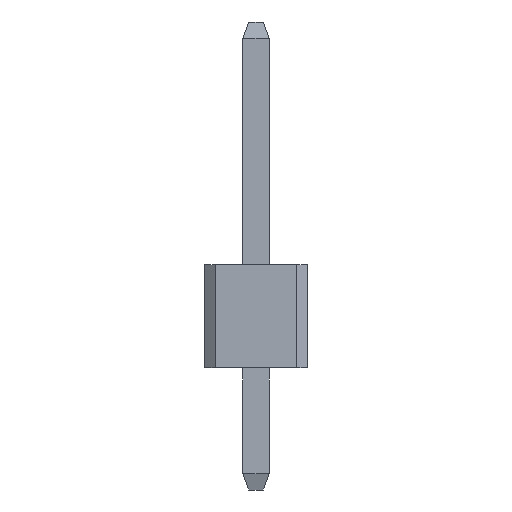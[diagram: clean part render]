
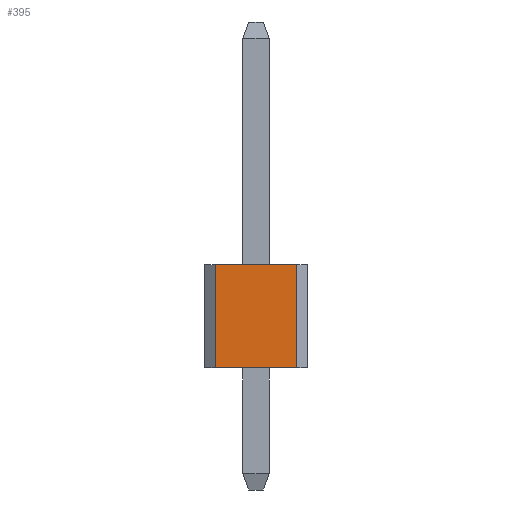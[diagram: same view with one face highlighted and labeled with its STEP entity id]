
A CAD part, front view. The second image highlights one B-rep face of the part: STEP entity #395.
In plain terms, the highlighted planar face has unit normal (0, -1, 0).
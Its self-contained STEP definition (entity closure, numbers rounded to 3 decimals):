
#55 = CARTESIAN_POINT ( 'NONE',  ( 1., -1.27, 3. ) ) ;
#85 = ORIENTED_EDGE ( 'NONE', *, *, #928, .F. ) ;
#89 = EDGE_CURVE ( 'NONE', #882, #681, #908, .T. ) ;
#125 = DIRECTION ( 'NONE',  ( 0., 0., -1. ) ) ;
#208 = CARTESIAN_POINT ( 'NONE',  ( 1., -1.27, 5.54 ) ) ;
#230 = LINE ( 'NONE', #431, #559 ) ;
#281 = AXIS2_PLACEMENT_3D ( 'NONE', #425, #850, #709 ) ;
#328 = EDGE_CURVE ( 'NONE', #681, #719, #230, .T. ) ;
#372 = VECTOR ( 'NONE', #795, 1000. ) ;
#395 = ADVANCED_FACE ( 'NONE', ( #1025 ), #954, .T. ) ;
#425 = CARTESIAN_POINT ( 'NONE',  ( -1., -1.27, 5.54 ) ) ;
#430 = CARTESIAN_POINT ( 'NONE',  ( -1., -1.27, 3. ) ) ;
#431 = CARTESIAN_POINT ( 'NONE',  ( -1., -1.27, 5.54 ) ) ;
#485 = CARTESIAN_POINT ( 'NONE',  ( 1., -1.27, 5.54 ) ) ;
#559 = VECTOR ( 'NONE', #125, 1000. ) ;
#568 = CARTESIAN_POINT ( 'NONE',  ( -1., -1.27, 3. ) ) ;
#576 = CARTESIAN_POINT ( 'NONE',  ( -1., -1.27, 5.54 ) ) ;
#681 = VERTEX_POINT ( 'NONE', #1040 ) ;
#709 = DIRECTION ( 'NONE',  ( 0., 0., -1. ) ) ;
#719 = VERTEX_POINT ( 'NONE', #430 ) ;
#795 = DIRECTION ( 'NONE',  ( -1., 0., 0. ) ) ;
#850 = DIRECTION ( 'NONE',  ( 0., -1., 0. ) ) ;
#878 = VECTOR ( 'NONE', #1154, 1000. ) ;
#882 = VERTEX_POINT ( 'NONE', #485 ) ;
#908 = LINE ( 'NONE', #576, #1130 ) ;
#928 = EDGE_CURVE ( 'NONE', #1126, #719, #1303, .T. ) ;
#954 = PLANE ( 'NONE',  #281 ) ;
#1014 = ORIENTED_EDGE ( 'NONE', *, *, #328, .T. ) ;
#1025 = FACE_OUTER_BOUND ( 'NONE', #1241, .T. ) ;
#1040 = CARTESIAN_POINT ( 'NONE',  ( -1., -1.27, 5.54 ) ) ;
#1081 = EDGE_CURVE ( 'NONE', #882, #1126, #1143, .T. ) ;
#1126 = VERTEX_POINT ( 'NONE', #55 ) ;
#1130 = VECTOR ( 'NONE', #1196, 1000. ) ;
#1140 = ORIENTED_EDGE ( 'NONE', *, *, #89, .T. ) ;
#1143 = LINE ( 'NONE', #208, #878 ) ;
#1154 = DIRECTION ( 'NONE',  ( 0., 0., -1. ) ) ;
#1196 = DIRECTION ( 'NONE',  ( -1., 0., 0. ) ) ;
#1241 = EDGE_LOOP ( 'NONE', ( #85, #1287, #1140, #1014 ) ) ;
#1287 = ORIENTED_EDGE ( 'NONE', *, *, #1081, .F. ) ;
#1303 = LINE ( 'NONE', #568, #372 ) ;
